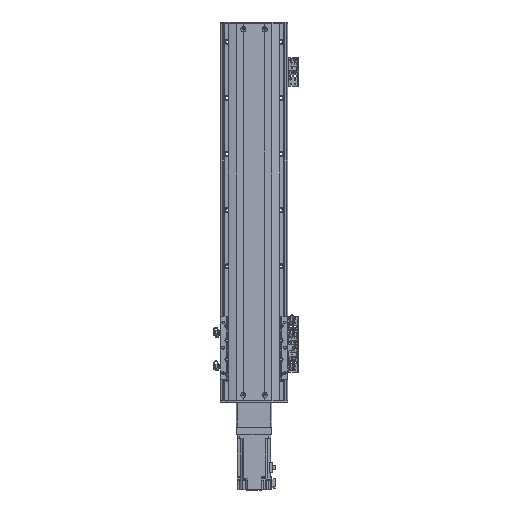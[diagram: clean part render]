
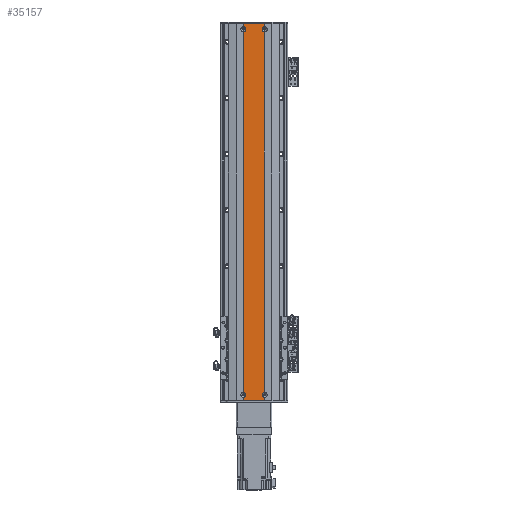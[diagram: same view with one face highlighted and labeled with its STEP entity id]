
A CAD part, top view. The second image highlights one B-rep face of the part: STEP entity #35157.
In plain terms, the highlighted face is planar.
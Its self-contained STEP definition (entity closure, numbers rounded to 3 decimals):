
#3971=CIRCLE('',#38697,4.55);
#3973=CIRCLE('',#38699,4.55);
#3976=CIRCLE('',#38704,4.55);
#3978=CIRCLE('',#38706,4.55);
#3984=CIRCLE('',#38714,4.55);
#3989=CIRCLE('',#38721,4.55);
#5831=FACE_OUTER_BOUND('',#8004,.T.);
#8004=EDGE_LOOP('',(#29115,#29116,#29117,#29118,#29119,#29120,#29121,#29122,
#29123,#29124,#29125,#29126,#29127,#29128));
#10486=LINE('',#59939,#13240);
#10489=LINE('',#59944,#13243);
#10492=LINE('',#59950,#13246);
#10494=LINE('',#59953,#13248);
#10527=LINE('',#60048,#13281);
#10598=LINE('',#60214,#13352);
#10599=LINE('',#60216,#13353);
#10600=LINE('',#60217,#13354);
#13240=VECTOR('',#46502,10.);
#13243=VECTOR('',#46507,10.);
#13246=VECTOR('',#46512,10.);
#13248=VECTOR('',#46516,10.);
#13281=VECTOR('',#46583,10.);
#13352=VECTOR('',#46764,10.);
#13353=VECTOR('',#46767,10.);
#13354=VECTOR('',#46768,10.);
#16444=VERTEX_POINT('',#59804);
#16445=VERTEX_POINT('',#59808);
#16447=VERTEX_POINT('',#59813);
#16453=VERTEX_POINT('',#59834);
#16454=VERTEX_POINT('',#59838);
#16456=VERTEX_POINT('',#59843);
#16461=VERTEX_POINT('',#59860);
#16467=VERTEX_POINT('',#59879);
#16470=VERTEX_POINT('',#59890);
#16476=VERTEX_POINT('',#59909);
#16484=VERTEX_POINT('',#59938);
#16485=VERTEX_POINT('',#59942);
#16487=VERTEX_POINT('',#59948);
#16532=VERTEX_POINT('',#60046);
#20802=EDGE_CURVE('',#16445,#16444,#3971,.T.);
#20805=EDGE_CURVE('',#16447,#16445,#3973,.T.);
#20813=EDGE_CURVE('',#16454,#16453,#3976,.T.);
#20816=EDGE_CURVE('',#16456,#16454,#3978,.T.);
#20830=EDGE_CURVE('',#16461,#16467,#3984,.T.);
#20841=EDGE_CURVE('',#16470,#16476,#3989,.T.);
#20854=EDGE_CURVE('',#16447,#16484,#10486,.T.);
#20857=EDGE_CURVE('',#16485,#16453,#10489,.T.);
#20860=EDGE_CURVE('',#16476,#16487,#10492,.T.);
#20862=EDGE_CURVE('',#16467,#16470,#10494,.T.);
#20909=EDGE_CURVE('',#16532,#16485,#10527,.T.);
#20993=EDGE_CURVE('',#16532,#16461,#10598,.T.);
#20994=EDGE_CURVE('',#16456,#16444,#10599,.T.);
#20995=EDGE_CURVE('',#16484,#16487,#10600,.T.);
#29115=ORIENTED_EDGE('',*,*,#20805,.T.);
#29116=ORIENTED_EDGE('',*,*,#20802,.T.);
#29117=ORIENTED_EDGE('',*,*,#20994,.F.);
#29118=ORIENTED_EDGE('',*,*,#20816,.T.);
#29119=ORIENTED_EDGE('',*,*,#20813,.T.);
#29120=ORIENTED_EDGE('',*,*,#20857,.F.);
#29121=ORIENTED_EDGE('',*,*,#20909,.F.);
#29122=ORIENTED_EDGE('',*,*,#20993,.T.);
#29123=ORIENTED_EDGE('',*,*,#20830,.T.);
#29124=ORIENTED_EDGE('',*,*,#20862,.T.);
#29125=ORIENTED_EDGE('',*,*,#20841,.T.);
#29126=ORIENTED_EDGE('',*,*,#20860,.T.);
#29127=ORIENTED_EDGE('',*,*,#20995,.F.);
#29128=ORIENTED_EDGE('',*,*,#20854,.F.);
#33643=PLANE('',#38803);
#35157=ADVANCED_FACE('',(#5831),#33643,.T.);
#38697=AXIS2_PLACEMENT_3D('',#59809,#46422,#46423);
#38699=AXIS2_PLACEMENT_3D('',#59814,#46427,#46428);
#38704=AXIS2_PLACEMENT_3D('',#59839,#46438,#46439);
#38706=AXIS2_PLACEMENT_3D('',#59844,#46443,#46444);
#38714=AXIS2_PLACEMENT_3D('',#59883,#46461,#46462);
#38721=AXIS2_PLACEMENT_3D('',#59913,#46477,#46478);
#38803=AXIS2_PLACEMENT_3D('',#60215,#46765,#46766);
#46422=DIRECTION('center_axis',(0.,-1.,0.));
#46423=DIRECTION('ref_axis',(1.,0.,0.));
#46427=DIRECTION('center_axis',(0.,-1.,0.));
#46428=DIRECTION('ref_axis',(1.,0.,0.));
#46438=DIRECTION('center_axis',(0.,-1.,0.));
#46439=DIRECTION('ref_axis',(1.,0.,0.));
#46443=DIRECTION('center_axis',(0.,-1.,0.));
#46444=DIRECTION('ref_axis',(1.,0.,0.));
#46461=DIRECTION('center_axis',(0.,-1.,0.));
#46462=DIRECTION('ref_axis',(1.,0.,0.));
#46477=DIRECTION('center_axis',(0.,-1.,0.));
#46478=DIRECTION('ref_axis',(1.,0.,0.));
#46502=DIRECTION('',(0.,0.,1.));
#46507=DIRECTION('',(0.,0.,1.));
#46512=DIRECTION('',(0.,0.,1.));
#46516=DIRECTION('',(0.,0.,1.));
#46583=DIRECTION('',(1.,0.,0.));
#46764=DIRECTION('',(0.,0.,1.));
#46765=DIRECTION('center_axis',(0.,1.,0.));
#46766=DIRECTION('ref_axis',(-1.,0.,0.));
#46767=DIRECTION('',(0.,0.,1.));
#46768=DIRECTION('',(-1.,0.,0.));
#59804=CARTESIAN_POINT('',(18.5,2.5,320.978));
#59808=CARTESIAN_POINT('',(14.45,2.5,325.5));
#59809=CARTESIAN_POINT('Origin',(19.,2.5,325.5));
#59813=CARTESIAN_POINT('',(18.5,2.5,330.022));
#59814=CARTESIAN_POINT('Origin',(19.,2.5,325.5));
#59834=CARTESIAN_POINT('',(18.5,2.5,-330.022));
#59838=CARTESIAN_POINT('',(14.45,2.5,-325.5));
#59839=CARTESIAN_POINT('Origin',(19.,2.5,-325.5));
#59843=CARTESIAN_POINT('',(18.5,2.5,-320.978));
#59844=CARTESIAN_POINT('Origin',(19.,2.5,-325.5));
#59860=CARTESIAN_POINT('',(-18.5,2.5,-330.022));
#59879=CARTESIAN_POINT('',(-18.5,2.5,-320.978));
#59883=CARTESIAN_POINT('Origin',(-19.,2.5,-325.5));
#59890=CARTESIAN_POINT('',(-18.5,2.5,320.978));
#59909=CARTESIAN_POINT('',(-18.5,2.5,330.022));
#59913=CARTESIAN_POINT('Origin',(-19.,2.5,325.5));
#59938=CARTESIAN_POINT('',(18.5,2.5,335.5));
#59939=CARTESIAN_POINT('',(18.5,2.5,0.));
#59942=CARTESIAN_POINT('',(18.5,2.5,-335.5));
#59944=CARTESIAN_POINT('',(18.5,2.5,0.));
#59948=CARTESIAN_POINT('',(-18.5,2.5,335.5));
#59950=CARTESIAN_POINT('',(-18.5,2.5,0.));
#59953=CARTESIAN_POINT('',(-18.5,2.5,0.));
#60046=CARTESIAN_POINT('',(-18.5,2.5,-335.5));
#60048=CARTESIAN_POINT('',(18.5,2.5,-335.5));
#60214=CARTESIAN_POINT('',(-18.5,2.5,0.));
#60215=CARTESIAN_POINT('Origin',(18.5,2.5,0.));
#60216=CARTESIAN_POINT('',(18.5,2.5,0.));
#60217=CARTESIAN_POINT('',(18.5,2.5,335.5));
